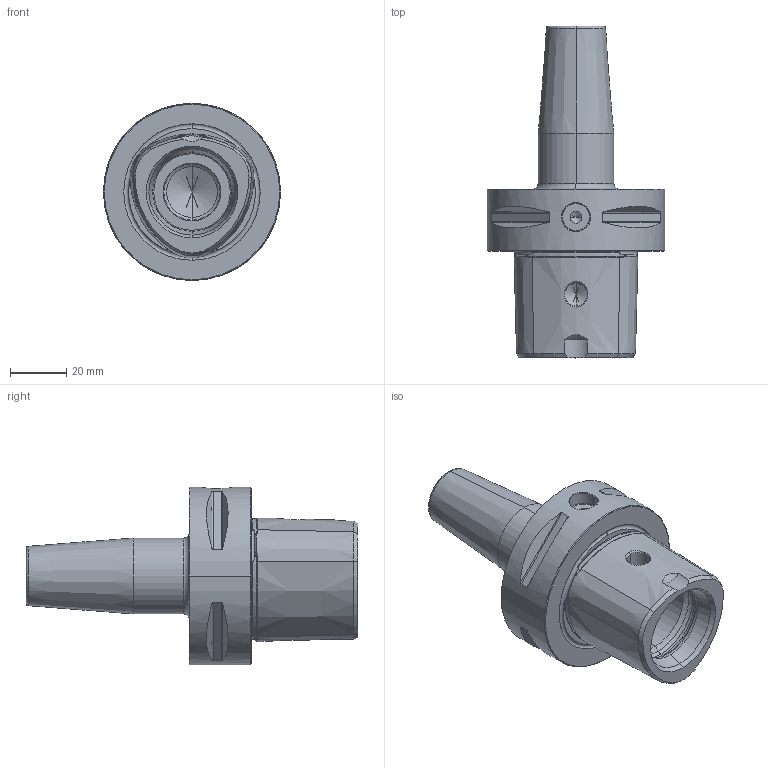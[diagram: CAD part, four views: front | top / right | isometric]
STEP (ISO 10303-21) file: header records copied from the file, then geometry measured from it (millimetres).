
FILE_DESCRIPTION((''),'2;1');
FILE_NAME('CC6-140-08','2011-09-13T',('mei'),(''),'PRO/ENGINEER BY PARAMETRIC TECHNOLOGY CORPORATION, 2010430','PRO/ENGINEER BY PARAMETRIC TECHNOLOGY CORPORATION, 2010430','');
FILE_SCHEMA(('CONFIG_CONTROL_DESIGN'));
Length unit declared in the file: millimetre
Products named in the file (1): CC6-140-08
Bounding box: 63 x 118 x 63 mm (x, y, z)
Volume: 122260.2 mm3; surface area: 26625.1 mm2
Topology: 1 solids, 2 shells, 120 faces, 284 edges, 171 vertices
Faces by surface type: cone 42, cylinder 33, plane 23, torus 20, bspline 2
Entity records: 4171 total; most frequent: CARTESIAN_POINT 1435, DIRECTION 570, ORIENTED_EDGE 550, EDGE_CURVE 278, AXIS2_PLACEMENT_3D 239, VERTEX_POINT 171, EDGE_LOOP 133, FACE_OUTER_BOUND 120
